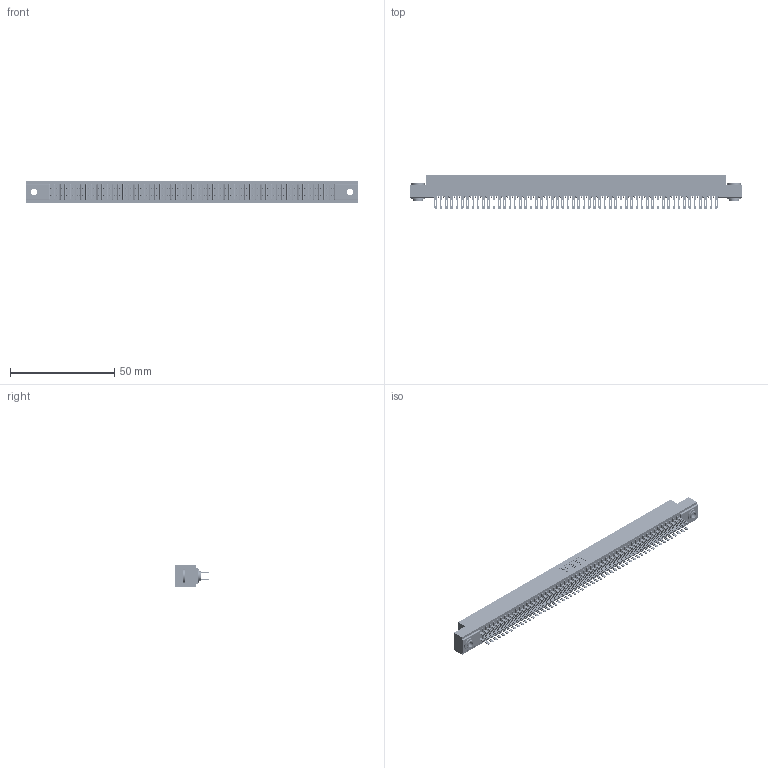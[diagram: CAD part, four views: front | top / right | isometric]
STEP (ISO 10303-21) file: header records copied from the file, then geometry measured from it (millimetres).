
FILE_DESCRIPTION (( 'STEP AP203' ), '1' );
FILE_NAME ('341-108-500-203.STEP', '2018-08-08T12:10:00', ( '' ), ( '' ), 'SwSTEP 2.0', 'SolidWorks 2016', '' );
FILE_SCHEMA (( 'CONFIG_CONTROL_DESIGN' ));
Length unit declared in the file: inch
Products named in the file (4): 341 Part_.156 (3.96) Dia Mounting Holes; 341-292-001_341-292-100; 345-250-002_345-250-002-102; 341-108-500-203
Assembly tree (111 placements, depth 2):
  341-108-500-203
    341 Part_.156 (3.96) Dia Mounting Holes
    341-292-001_341-292-100  x108
    345-250-002_345-250-002-102  x2
Bounding box: 159.38 x 16.69 x 10.16 mm (x, y, z)
Volume: 11921.1 mm3; surface area: 22685.1 mm2
Topology: 111 solids, 111 shells, 7296 faces, 21110 edges, 13670 vertices
Faces by surface type: plane 4196, cylinder 2876, sphere 110, torus 106, cone 8
Entity records: 64826 total; most frequent: CARTESIAN_POINT 10755, ORIENTED_EDGE 10680, DIRECTION 10448, EDGE_CURVE 5340, VECTOR 4314, LINE 4314, VERTEX_POINT 3374, AXIS2_PLACEMENT_3D 3067
